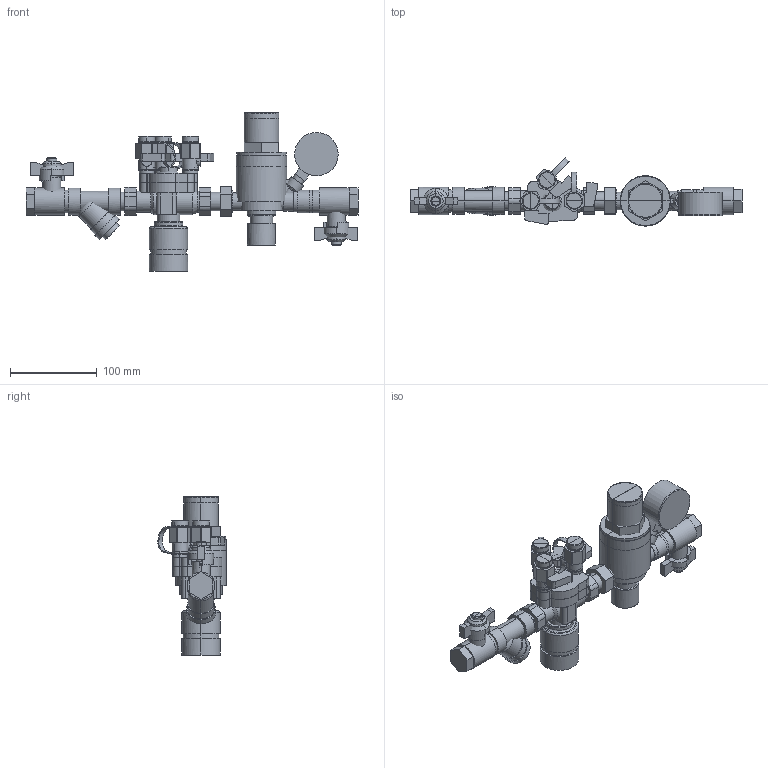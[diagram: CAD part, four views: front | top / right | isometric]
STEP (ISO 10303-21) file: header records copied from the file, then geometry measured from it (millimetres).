
FILE_DESCRIPTION(('CATIA V5 STEP Exchange','CAx-IF Rec.Pracs.--- Model Styling and Organization---1.4--- 2014-01-23','CAx-IF Rec.Pracs.---3D Tessellated Data Validation Properties---0.5---2014-09-14'),'2;1');
FILE_NAME('STEP_574000_-_TST.stp','2021-09-30T08:29:21+00:00',('none'),('none'),'CATIA Version 5-6 Release 2019 SP3','CATIA V5 STEP AP242 v1','none');
FILE_SCHEMA(('AP242_MANAGED_MODEL_BASED_3D_ENGINEERING_MIM_LF {1 0 10303 442 1 1 4}'));
Length unit declared in the file: millimetre
Products named in the file (1): 574000 - TST
Bounding box: 382 x 78.54 x 182 mm (x, y, z)
Volume: 1003362.3 mm3; surface area: 241659.3 mm2
Topology: 65 solids, 65 shells, 759 faces, 1682 edges, 1051 vertices
Faces by surface type: plane 435, cylinder 266, cone 40, torus 12, bspline 6
Entity records: 26076 total; most frequent: CARTESIAN_POINT 9729, ORIENTED_EDGE 3360, DIRECTION 2975, EDGE_CURVE 1680, AXIS2_PLACEMENT_3D 1234, VERTEX_POINT 1051, VECTOR 922, LINE 922
